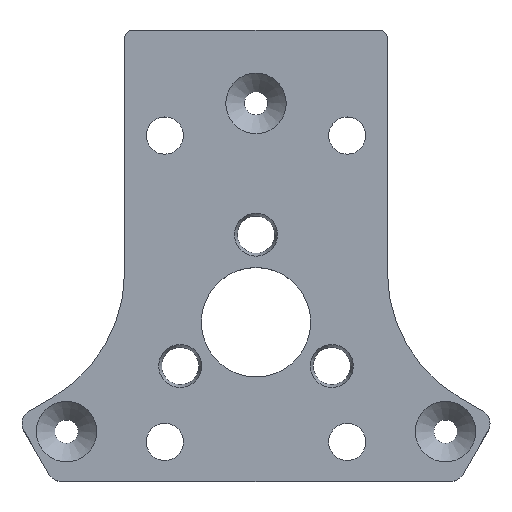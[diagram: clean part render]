
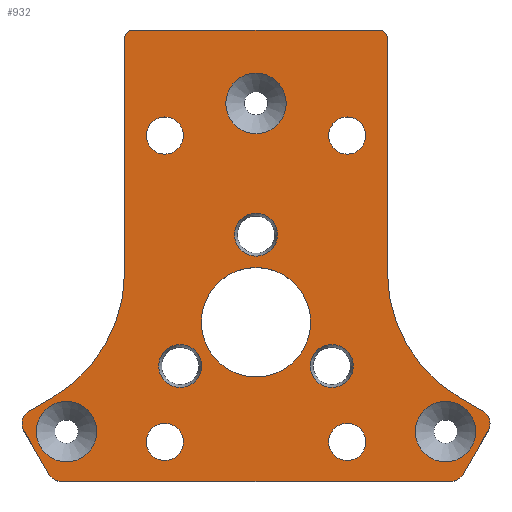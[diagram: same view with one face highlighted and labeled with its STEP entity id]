
A CAD part, top view. The second image highlights one B-rep face of the part: STEP entity #932.
In plain terms, the highlighted planar face has unit normal (0, 0, 1).
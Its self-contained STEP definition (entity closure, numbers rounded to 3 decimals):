
#20=PLANE('',#1055);
#54=FACE_BOUND('',#168,.T.);
#55=FACE_BOUND('',#169,.T.);
#56=FACE_BOUND('',#170,.T.);
#57=FACE_BOUND('',#171,.T.);
#58=FACE_BOUND('',#172,.T.);
#59=FACE_BOUND('',#173,.T.);
#60=FACE_BOUND('',#174,.T.);
#61=FACE_BOUND('',#175,.T.);
#62=FACE_BOUND('',#176,.T.);
#63=FACE_BOUND('',#177,.T.);
#64=FACE_BOUND('',#178,.T.);
#103=FACE_OUTER_BOUND('',#167,.T.);
#167=EDGE_LOOP('',(#754,#755,#756,#757,#758,#759,#760,#761,#762,#763,#764,
#765,#766,#767,#768,#769));
#168=EDGE_LOOP('',(#770));
#169=EDGE_LOOP('',(#771));
#170=EDGE_LOOP('',(#772));
#171=EDGE_LOOP('',(#773));
#172=EDGE_LOOP('',(#774));
#173=EDGE_LOOP('',(#775));
#174=EDGE_LOOP('',(#776));
#175=EDGE_LOOP('',(#777));
#176=EDGE_LOOP('',(#778));
#177=EDGE_LOOP('',(#779));
#178=EDGE_LOOP('',(#780));
#248=LINE('',#1587,#313);
#249=LINE('',#1591,#314);
#250=LINE('',#1594,#315);
#251=LINE('',#1596,#316);
#252=LINE('',#1600,#317);
#253=LINE('',#1604,#318);
#254=LINE('',#1608,#319);
#255=LINE('',#1612,#320);
#313=VECTOR('',#1297,1000.);
#314=VECTOR('',#1300,1000.);
#315=VECTOR('',#1303,1000.);
#316=VECTOR('',#1304,1000.);
#317=VECTOR('',#1307,1000.);
#318=VECTOR('',#1310,1000.);
#319=VECTOR('',#1313,1000.);
#320=VECTOR('',#1316,1000.);
#342=CIRCLE('',#974,2.55);
#344=CIRCLE('',#977,2.55);
#346=CIRCLE('',#980,2.55);
#348=CIRCLE('',#983,2.55);
#350=CIRCLE('',#986,2.);
#368=CIRCLE('',#1012,2.95);
#371=CIRCLE('',#1016,2.95);
#374=CIRCLE('',#1020,2.95);
#381=CIRCLE('',#1032,4.15);
#383=CIRCLE('',#1035,4.15);
#385=CIRCLE('',#1038,4.15);
#386=CIRCLE('',#1040,7.5);
#397=CIRCLE('',#1056,1.);
#398=CIRCLE('',#1057,20.);
#399=CIRCLE('',#1058,2.);
#400=CIRCLE('',#1059,2.);
#401=CIRCLE('',#1060,2.);
#402=CIRCLE('',#1061,20.);
#403=CIRCLE('',#1062,1.);
#406=VERTEX_POINT('',#1399);
#408=VERTEX_POINT('',#1405);
#410=VERTEX_POINT('',#1411);
#412=VERTEX_POINT('',#1417);
#414=VERTEX_POINT('',#1423);
#415=VERTEX_POINT('',#1424);
#434=VERTEX_POINT('',#1475);
#437=VERTEX_POINT('',#1483);
#440=VERTEX_POINT('',#1491);
#449=VERTEX_POINT('',#1518);
#451=VERTEX_POINT('',#1524);
#453=VERTEX_POINT('',#1530);
#454=VERTEX_POINT('',#1534);
#474=VERTEX_POINT('',#1585);
#475=VERTEX_POINT('',#1586);
#476=VERTEX_POINT('',#1588);
#477=VERTEX_POINT('',#1590);
#478=VERTEX_POINT('',#1592);
#479=VERTEX_POINT('',#1595);
#480=VERTEX_POINT('',#1597);
#481=VERTEX_POINT('',#1599);
#482=VERTEX_POINT('',#1601);
#483=VERTEX_POINT('',#1603);
#484=VERTEX_POINT('',#1605);
#485=VERTEX_POINT('',#1607);
#486=VERTEX_POINT('',#1609);
#487=VERTEX_POINT('',#1611);
#492=EDGE_CURVE('',#406,#406,#342,.T.);
#495=EDGE_CURVE('',#408,#408,#344,.T.);
#498=EDGE_CURVE('',#410,#410,#346,.T.);
#501=EDGE_CURVE('',#412,#412,#348,.T.);
#504=EDGE_CURVE('',#414,#415,#350,.T.);
#529=EDGE_CURVE('',#434,#434,#368,.T.);
#533=EDGE_CURVE('',#437,#437,#371,.T.);
#537=EDGE_CURVE('',#440,#440,#374,.T.);
#550=EDGE_CURVE('',#449,#449,#381,.T.);
#553=EDGE_CURVE('',#451,#451,#383,.T.);
#556=EDGE_CURVE('',#453,#453,#385,.T.);
#557=EDGE_CURVE('',#454,#454,#386,.T.);
#583=EDGE_CURVE('',#474,#475,#248,.T.);
#584=EDGE_CURVE('',#475,#476,#397,.T.);
#585=EDGE_CURVE('',#476,#477,#249,.T.);
#586=EDGE_CURVE('',#477,#478,#398,.T.);
#587=EDGE_CURVE('',#478,#414,#250,.T.);
#588=EDGE_CURVE('',#415,#479,#251,.T.);
#589=EDGE_CURVE('',#479,#480,#399,.T.);
#590=EDGE_CURVE('',#480,#481,#252,.T.);
#591=EDGE_CURVE('',#481,#482,#400,.T.);
#592=EDGE_CURVE('',#482,#483,#253,.T.);
#593=EDGE_CURVE('',#483,#484,#401,.T.);
#594=EDGE_CURVE('',#484,#485,#254,.T.);
#595=EDGE_CURVE('',#485,#486,#402,.T.);
#596=EDGE_CURVE('',#486,#487,#255,.T.);
#597=EDGE_CURVE('',#487,#474,#403,.T.);
#754=ORIENTED_EDGE('',*,*,#583,.T.);
#755=ORIENTED_EDGE('',*,*,#584,.T.);
#756=ORIENTED_EDGE('',*,*,#585,.T.);
#757=ORIENTED_EDGE('',*,*,#586,.T.);
#758=ORIENTED_EDGE('',*,*,#587,.T.);
#759=ORIENTED_EDGE('',*,*,#504,.T.);
#760=ORIENTED_EDGE('',*,*,#588,.T.);
#761=ORIENTED_EDGE('',*,*,#589,.T.);
#762=ORIENTED_EDGE('',*,*,#590,.T.);
#763=ORIENTED_EDGE('',*,*,#591,.T.);
#764=ORIENTED_EDGE('',*,*,#592,.T.);
#765=ORIENTED_EDGE('',*,*,#593,.T.);
#766=ORIENTED_EDGE('',*,*,#594,.T.);
#767=ORIENTED_EDGE('',*,*,#595,.T.);
#768=ORIENTED_EDGE('',*,*,#596,.T.);
#769=ORIENTED_EDGE('',*,*,#597,.T.);
#770=ORIENTED_EDGE('',*,*,#492,.T.);
#771=ORIENTED_EDGE('',*,*,#495,.T.);
#772=ORIENTED_EDGE('',*,*,#498,.T.);
#773=ORIENTED_EDGE('',*,*,#501,.T.);
#774=ORIENTED_EDGE('',*,*,#557,.F.);
#775=ORIENTED_EDGE('',*,*,#537,.T.);
#776=ORIENTED_EDGE('',*,*,#533,.T.);
#777=ORIENTED_EDGE('',*,*,#529,.T.);
#778=ORIENTED_EDGE('',*,*,#550,.F.);
#779=ORIENTED_EDGE('',*,*,#553,.F.);
#780=ORIENTED_EDGE('',*,*,#556,.F.);
#932=ADVANCED_FACE('',(#103,#54,#55,#56,#57,#58,#59,#60,#61,#62,#63,#64),
#20,.F.);
#974=AXIS2_PLACEMENT_3D('',#1400,#1097,#1098);
#977=AXIS2_PLACEMENT_3D('',#1406,#1104,#1105);
#980=AXIS2_PLACEMENT_3D('',#1412,#1111,#1112);
#983=AXIS2_PLACEMENT_3D('',#1418,#1118,#1119);
#986=AXIS2_PLACEMENT_3D('',#1425,#1125,#1126);
#1012=AXIS2_PLACEMENT_3D('',#1477,#1184,#1185);
#1016=AXIS2_PLACEMENT_3D('',#1485,#1193,#1194);
#1020=AXIS2_PLACEMENT_3D('',#1493,#1202,#1203);
#1032=AXIS2_PLACEMENT_3D('',#1520,#1232,#1233);
#1035=AXIS2_PLACEMENT_3D('',#1526,#1239,#1240);
#1038=AXIS2_PLACEMENT_3D('',#1532,#1246,#1247);
#1040=AXIS2_PLACEMENT_3D('',#1535,#1250,#1251);
#1055=AXIS2_PLACEMENT_3D('',#1584,#1295,#1296);
#1056=AXIS2_PLACEMENT_3D('',#1589,#1298,#1299);
#1057=AXIS2_PLACEMENT_3D('',#1593,#1301,#1302);
#1058=AXIS2_PLACEMENT_3D('',#1598,#1305,#1306);
#1059=AXIS2_PLACEMENT_3D('',#1602,#1308,#1309);
#1060=AXIS2_PLACEMENT_3D('',#1606,#1311,#1312);
#1061=AXIS2_PLACEMENT_3D('',#1610,#1314,#1315);
#1062=AXIS2_PLACEMENT_3D('',#1613,#1317,#1318);
#1097=DIRECTION('center_axis',(0.,0.,-1.));
#1098=DIRECTION('ref_axis',(1.,0.,0.));
#1104=DIRECTION('center_axis',(0.,0.,-1.));
#1105=DIRECTION('ref_axis',(1.,0.,0.));
#1111=DIRECTION('center_axis',(0.,0.,-1.));
#1112=DIRECTION('ref_axis',(1.,0.,0.));
#1118=DIRECTION('center_axis',(0.,0.,-1.));
#1119=DIRECTION('ref_axis',(1.,0.,0.));
#1125=DIRECTION('center_axis',(0.,0.,1.));
#1126=DIRECTION('ref_axis',(-1.,0.,0.));
#1184=DIRECTION('center_axis',(0.,0.,-1.));
#1185=DIRECTION('ref_axis',(-1.,0.,0.));
#1193=DIRECTION('center_axis',(0.,0.,-1.));
#1194=DIRECTION('ref_axis',(-1.,0.,0.));
#1202=DIRECTION('center_axis',(0.,0.,-1.));
#1203=DIRECTION('ref_axis',(-1.,0.,0.));
#1232=DIRECTION('center_axis',(0.,0.,1.));
#1233=DIRECTION('ref_axis',(1.,0.,0.));
#1239=DIRECTION('center_axis',(0.,0.,1.));
#1240=DIRECTION('ref_axis',(1.,0.,0.));
#1246=DIRECTION('center_axis',(0.,0.,1.));
#1247=DIRECTION('ref_axis',(1.,0.,0.));
#1250=DIRECTION('center_axis',(0.,0.,1.));
#1251=DIRECTION('ref_axis',(1.,0.,0.));
#1295=DIRECTION('center_axis',(0.,0.,-1.));
#1296=DIRECTION('ref_axis',(-1.,0.,0.));
#1297=DIRECTION('',(-1.,0.,0.));
#1298=DIRECTION('center_axis',(0.,0.,1.));
#1299=DIRECTION('ref_axis',(-1.,0.,0.));
#1300=DIRECTION('',(0.,-1.,0.));
#1301=DIRECTION('center_axis',(0.,0.,-1.));
#1302=DIRECTION('ref_axis',(-1.,0.,0.));
#1303=DIRECTION('',(-0.866,-0.5,0.));
#1304=DIRECTION('',(0.5,-0.866,0.));
#1305=DIRECTION('center_axis',(0.,0.,1.));
#1306=DIRECTION('ref_axis',(-1.,0.,0.));
#1307=DIRECTION('',(1.,0.,0.));
#1308=DIRECTION('center_axis',(0.,0.,1.));
#1309=DIRECTION('ref_axis',(-1.,0.,0.));
#1310=DIRECTION('',(0.5,0.866,0.));
#1311=DIRECTION('center_axis',(0.,0.,1.));
#1312=DIRECTION('ref_axis',(-1.,0.,0.));
#1313=DIRECTION('',(-0.866,0.5,0.));
#1314=DIRECTION('center_axis',(0.,0.,-1.));
#1315=DIRECTION('ref_axis',(-1.,0.,0.));
#1316=DIRECTION('',(0.,1.,0.));
#1317=DIRECTION('center_axis',(0.,0.,1.));
#1318=DIRECTION('ref_axis',(-1.,0.,0.));
#1399=CARTESIAN_POINT('',(-15.049,25.592,8.));
#1400=CARTESIAN_POINT('Origin',(-12.499,25.592,8.));
#1405=CARTESIAN_POINT('',(9.951,25.592,8.));
#1406=CARTESIAN_POINT('Origin',(12.501,25.592,8.));
#1411=CARTESIAN_POINT('',(9.951,-16.408,8.));
#1412=CARTESIAN_POINT('Origin',(12.501,-16.408,8.));
#1417=CARTESIAN_POINT('',(-15.049,-16.408,8.));
#1418=CARTESIAN_POINT('Origin',(-12.499,-16.408,8.));
#1423=CARTESIAN_POINT('',(-31.079,-12.17,8.));
#1424=CARTESIAN_POINT('',(-31.811,-14.902,8.));
#1425=CARTESIAN_POINT('Origin',(-30.079,-13.902,8.));
#1475=CARTESIAN_POINT('',(-2.95,12.,8.));
#1477=CARTESIAN_POINT('Origin',(0.,12.,8.));
#1483=CARTESIAN_POINT('',(-13.342,-6.,8.));
#1485=CARTESIAN_POINT('Origin',(-10.392,-6.,8.));
#1491=CARTESIAN_POINT('',(7.442,-6.,8.));
#1493=CARTESIAN_POINT('Origin',(10.392,-6.,8.));
#1518=CARTESIAN_POINT('',(-30.131,-15.,8.));
#1520=CARTESIAN_POINT('Origin',(-25.981,-15.,8.));
#1524=CARTESIAN_POINT('',(-4.15,30.,8.));
#1526=CARTESIAN_POINT('Origin',(0.,30.,8.));
#1530=CARTESIAN_POINT('',(21.831,-15.,8.));
#1532=CARTESIAN_POINT('Origin',(25.981,-15.,8.));
#1534=CARTESIAN_POINT('',(7.5,0.,8.));
#1535=CARTESIAN_POINT('Origin',(0.,0.,8.));
#1584=CARTESIAN_POINT('Origin',(0.,0.,8.));
#1585=CARTESIAN_POINT('',(17.,40.,8.));
#1586=CARTESIAN_POINT('',(-17.,40.,8.));
#1587=CARTESIAN_POINT('',(-18.,40.,8.));
#1588=CARTESIAN_POINT('',(-18.,39.,8.));
#1589=CARTESIAN_POINT('Origin',(-17.,39.,8.));
#1590=CARTESIAN_POINT('',(-18.,6.928,8.));
#1591=CARTESIAN_POINT('',(-18.,40.,8.));
#1592=CARTESIAN_POINT('',(-28.,-10.392,8.));
#1593=CARTESIAN_POINT('Origin',(-38.,6.928,8.));
#1594=CARTESIAN_POINT('',(-18.,-4.619,8.));
#1595=CARTESIAN_POINT('',(-28.388,-20.83,8.));
#1596=CARTESIAN_POINT('',(-32.811,-13.17,8.));
#1597=CARTESIAN_POINT('',(-26.656,-21.83,8.));
#1598=CARTESIAN_POINT('Origin',(-26.656,-19.83,8.));
#1599=CARTESIAN_POINT('',(26.656,-21.83,8.));
#1600=CARTESIAN_POINT('',(27.811,-21.83,8.));
#1601=CARTESIAN_POINT('',(28.388,-20.83,8.));
#1602=CARTESIAN_POINT('Origin',(26.656,-19.83,8.));
#1603=CARTESIAN_POINT('',(31.811,-14.902,8.));
#1604=CARTESIAN_POINT('',(32.811,-13.17,8.));
#1605=CARTESIAN_POINT('',(31.079,-12.17,8.));
#1606=CARTESIAN_POINT('Origin',(30.079,-13.902,8.));
#1607=CARTESIAN_POINT('',(28.,-10.392,8.));
#1608=CARTESIAN_POINT('',(18.,-4.619,8.));
#1609=CARTESIAN_POINT('',(18.,6.928,8.));
#1610=CARTESIAN_POINT('Origin',(38.,6.928,8.));
#1611=CARTESIAN_POINT('',(18.,39.,8.));
#1612=CARTESIAN_POINT('',(18.,40.,8.));
#1613=CARTESIAN_POINT('Origin',(17.,39.,8.));
